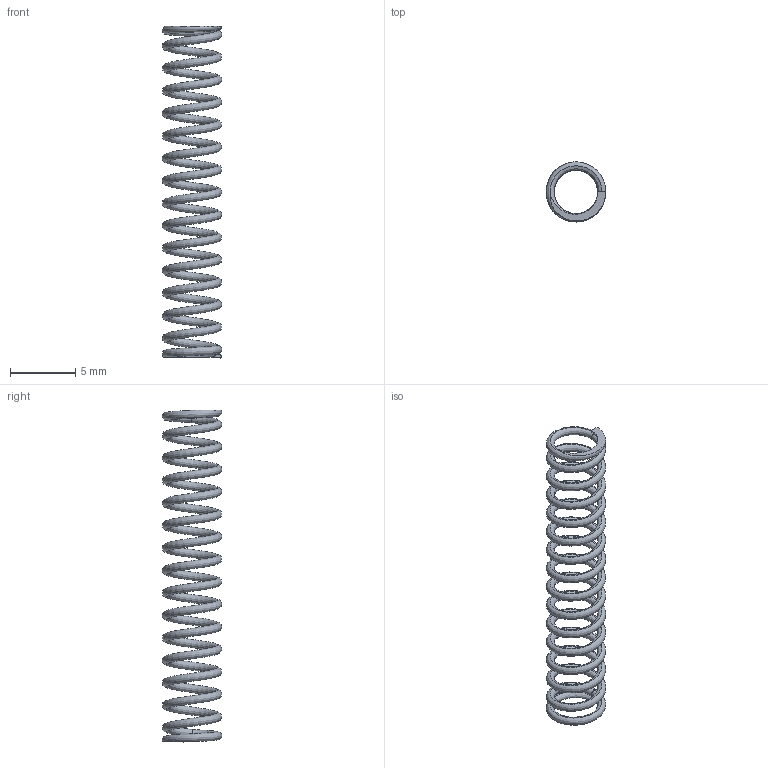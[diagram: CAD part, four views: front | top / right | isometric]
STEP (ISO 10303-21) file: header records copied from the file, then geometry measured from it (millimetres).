
FILE_DESCRIPTION (( 'STEP AP203' ), '1' );
FILE_NAME ('9657K297_Compression Spring.STEP', '2022-08-08T14:00:04', ( '' ), ( '' ), 'SwSTEP 2.0', 'SolidWorks 2020', '' );
FILE_SCHEMA (( 'CONFIG_CONTROL_DESIGN' ));
Length unit declared in the file: millimetre
Products named in the file (1): 9657K297_Compression Spring
Bounding box: 4.57 x 4.57 x 25.44 mm (x, y, z)
Volume: 57.9 mm3; surface area: 383.5 mm2
Topology: 1 solids, 1 shells, 11 faces, 23 edges, 14 vertices
Faces by surface type: bspline 6, plane 4, cylinder 1
Entity records: 7596 total; most frequent: CARTESIAN_POINT 7354, ORIENTED_EDGE 46, EDGE_CURVE 23, DIRECTION 16, VERTEX_POINT 14, B_SPLINE_CURVE_WITH_KNOTS 12, EDGE_LOOP 11, FACE_OUTER_BOUND 11
